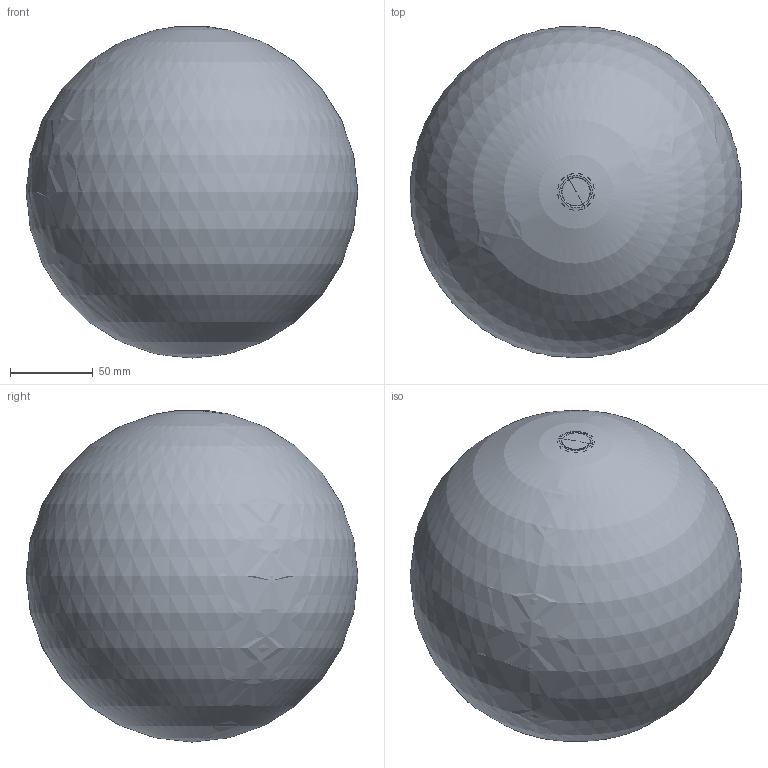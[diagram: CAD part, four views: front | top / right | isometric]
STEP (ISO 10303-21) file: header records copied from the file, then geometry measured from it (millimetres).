
FILE_DESCRIPTION((''),'2;1');
FILE_NAME('145447_H40_ALLCATPART_SW0001','2017-06-16T',('sparenzan'),(''),'CREO PARAMETRIC BY PTC INC, 2016050','CREO PARAMETRIC BY PTC INC, 2016050','');
FILE_SCHEMA(('CONFIG_CONTROL_DESIGN'));
Products named in the file (1): 145447_H40_ALLCATPART_SW0001
Bounding box: 199.88 x 199.94 x 200 mm (x, y, z)
Surface area: 322018.2 mm2 (no closed solid volume)
Topology: 0 solids, 0 shells, 1598 faces, 7371 edges, 7200 vertices
Faces by surface type: bspline 1404, torus 118, sphere 76
Entity records: 150242 total; most frequent: CARTESIAN_POINT 90438, DIRECTION 8420, DEFINITIONAL_REPRESENTATION 7093, PCURVE 7093, COMPOSITE_CURVE_SEGMENT 7093, TRIMMED_CURVE 7078, VECTOR 6124, LINE 6124
